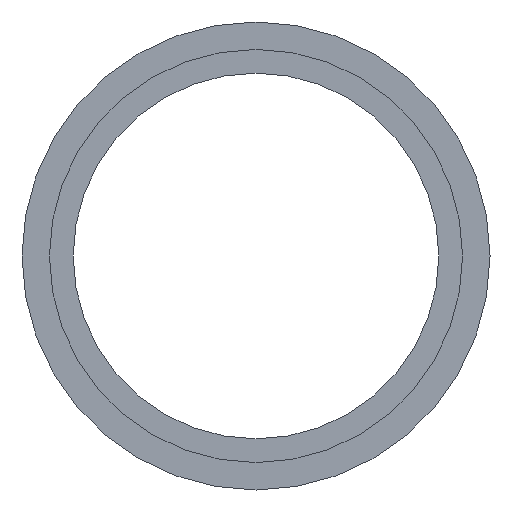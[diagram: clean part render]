
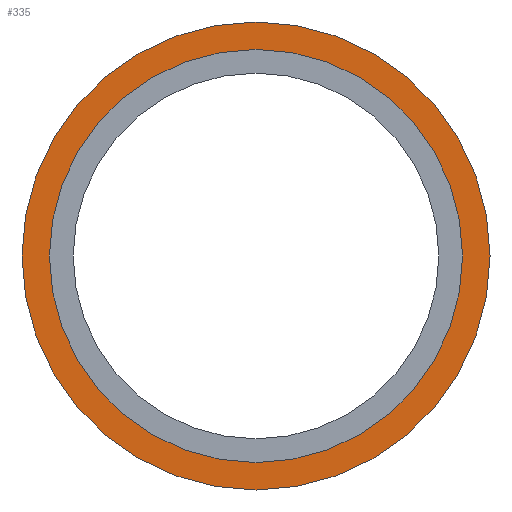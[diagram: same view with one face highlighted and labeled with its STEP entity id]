
A CAD part, front view. The second image highlights one B-rep face of the part: STEP entity #335.
In plain terms, the highlighted planar face has unit normal (0, -1, 0).
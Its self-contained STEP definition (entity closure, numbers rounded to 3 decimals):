
#3 = ORIENTED_EDGE ( 'NONE', *, *, #193, .T. ) ;
#24 = AXIS2_PLACEMENT_3D ( 'NONE', #372, #44, #444 ) ;
#25 = CARTESIAN_POINT ( 'NONE',  ( 0., 0., 0. ) ) ;
#26 = ORIENTED_EDGE ( 'NONE', *, *, #101, .T. ) ;
#27 = DIRECTION ( 'NONE',  ( 0., 0., 1. ) ) ;
#36 = AXIS2_PLACEMENT_3D ( 'NONE', #188, #353, #63 ) ;
#44 = DIRECTION ( 'NONE',  ( 0., 1., 0. ) ) ;
#63 = DIRECTION ( 'NONE',  ( 0., 0., 1. ) ) ;
#68 = CARTESIAN_POINT ( 'NONE',  ( 0., 0., -113. ) ) ;
#72 = DIRECTION ( 'NONE',  ( 0., 1., 0. ) ) ;
#101 = EDGE_CURVE ( 'NONE', #371, #415, #123, .T. ) ;
#104 = CIRCLE ( 'NONE', #24, 113. ) ;
#106 = FACE_BOUND ( 'NONE', #499, .T. ) ;
#115 = CARTESIAN_POINT ( 'NONE',  ( 0., 0., 0. ) ) ;
#123 = CIRCLE ( 'NONE', #378, 113. ) ;
#188 = CARTESIAN_POINT ( 'NONE',  ( 0., 0., 0. ) ) ;
#193 = EDGE_CURVE ( 'NONE', #415, #371, #104, .T. ) ;
#202 = ORIENTED_EDGE ( 'NONE', *, *, #433, .F. ) ;
#207 = CARTESIAN_POINT ( 'NONE',  ( 0., 0., -128. ) ) ;
#234 = AXIS2_PLACEMENT_3D ( 'NONE', #25, #282, #446 ) ;
#246 = VERTEX_POINT ( 'NONE', #207 ) ;
#267 = DIRECTION ( 'NONE',  ( 0., 1., 0. ) ) ;
#282 = DIRECTION ( 'NONE',  ( 0., 1., 0. ) ) ;
#296 = VERTEX_POINT ( 'NONE', #448 ) ;
#333 = EDGE_LOOP ( 'NONE', ( #202, #422 ) ) ;
#335 = ADVANCED_FACE ( 'NONE', ( #106, #364 ), #403, .F. ) ;
#336 = CARTESIAN_POINT ( 'NONE',  ( 0., 0., 0. ) ) ;
#353 = DIRECTION ( 'NONE',  ( 0., 1., 0. ) ) ;
#364 = FACE_OUTER_BOUND ( 'NONE', #333, .T. ) ;
#371 = VERTEX_POINT ( 'NONE', #68 ) ;
#372 = CARTESIAN_POINT ( 'NONE',  ( 0., 0., 0. ) ) ;
#378 = AXIS2_PLACEMENT_3D ( 'NONE', #336, #267, #508 ) ;
#391 = CIRCLE ( 'NONE', #36, 128. ) ;
#399 = CARTESIAN_POINT ( 'NONE',  ( 0., 0., 113. ) ) ;
#401 = AXIS2_PLACEMENT_3D ( 'NONE', #115, #72, #27 ) ;
#403 = PLANE ( 'NONE',  #234 ) ;
#415 = VERTEX_POINT ( 'NONE', #399 ) ;
#422 = ORIENTED_EDGE ( 'NONE', *, *, #529, .F. ) ;
#433 = EDGE_CURVE ( 'NONE', #246, #296, #391, .T. ) ;
#444 = DIRECTION ( 'NONE',  ( 0., 0., 1. ) ) ;
#446 = DIRECTION ( 'NONE',  ( 0., 0., 1. ) ) ;
#448 = CARTESIAN_POINT ( 'NONE',  ( 0., 0., 128. ) ) ;
#499 = EDGE_LOOP ( 'NONE', ( #3, #26 ) ) ;
#508 = DIRECTION ( 'NONE',  ( 0., 0., 1. ) ) ;
#528 = CIRCLE ( 'NONE', #401, 128. ) ;
#529 = EDGE_CURVE ( 'NONE', #296, #246, #528, .T. ) ;
